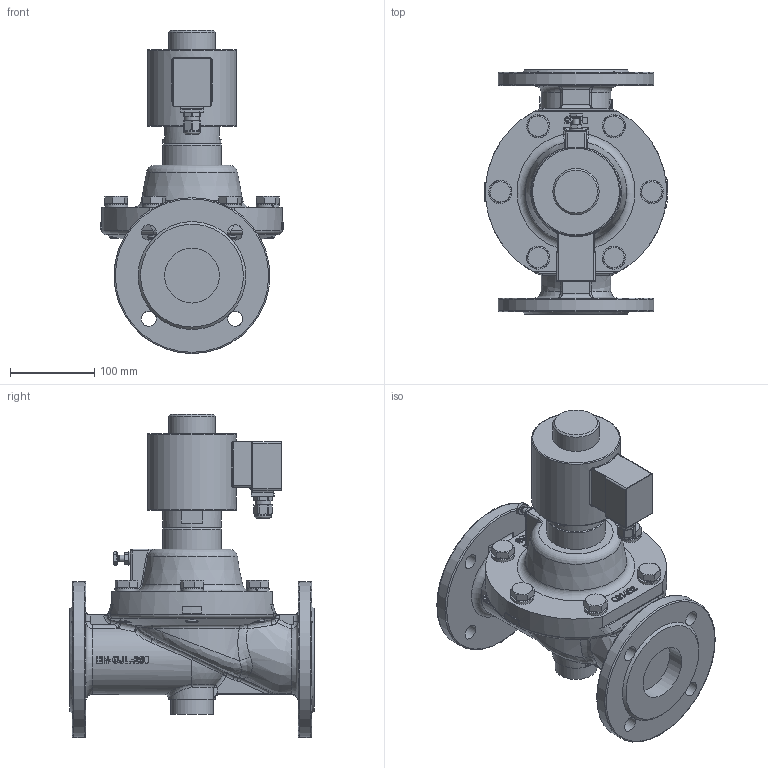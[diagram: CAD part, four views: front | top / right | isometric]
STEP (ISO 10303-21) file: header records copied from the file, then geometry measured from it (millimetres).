
FILE_DESCRIPTION(/* description */ ('3D-Modell 024.006638'),/* implementation_level */ '2;1');
FILE_NAME(/* name */ '024.006638_E2407-0401-.272.stp',/* time_stamp */ '2022-01-31T15:56:35+01:00',/* author */ ('CBeuthner'),/* organization */ (''),/* preprocessor_version */ 'ST-DEVELOPER v16.1',/* originating_system */ 'Autodesk Inventor 2016',/* authorisation */ '');
FILE_SCHEMA (('CONFIG_CONTROL_DESIGN'));
Products named in the file (1): 88-005458
Bounding box: 218 x 290 x 383.5 mm (x, y, z)
Volume: 5503607.5 mm3; surface area: 361433.8 mm2
Topology: 1 solids, 1 shells, 967 faces, 2456 edges, 1546 vertices
Faces by surface type: plane 361, bspline 315, cylinder 164, cone 84, torus 35, sphere 8
Full cylindrical faces by diameter (mm): 6.4 x1, 8 x1, 16 x7, 18 x9, 20 x1, 22.49 x6, 50 x1, 55 x2, 65 x2, 70 x2, 105.16 x1, 185 x2
Entity records: 75365 total; most frequent: CARTESIAN_POINT 53925, ORIENTED_EDGE 4722, DIRECTION 3287, EDGE_CURVE 2361, VERTEX_POINT 1516, AXIS2_PLACEMENT_3D 1201, EDGE_LOOP 1115, FACE_OUTER_BOUND 967
